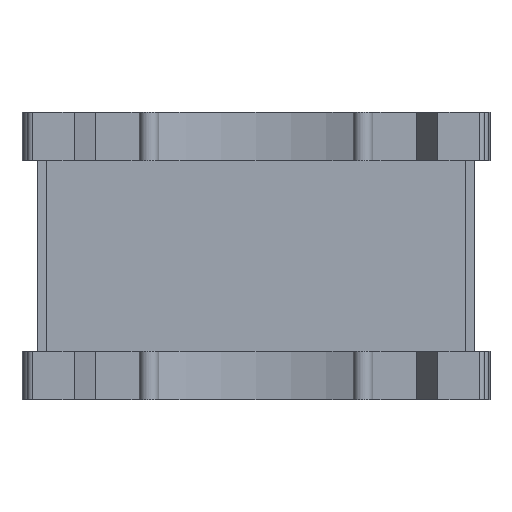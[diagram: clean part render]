
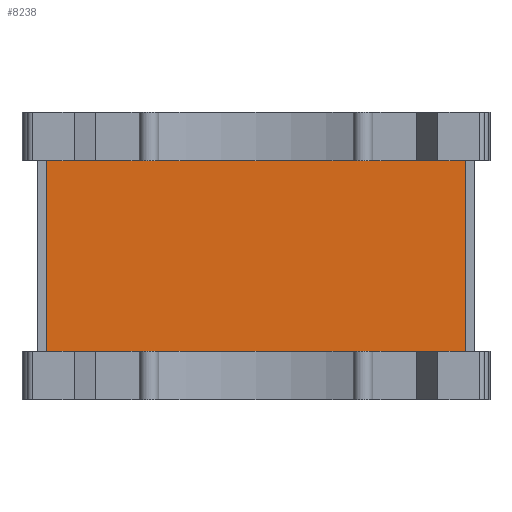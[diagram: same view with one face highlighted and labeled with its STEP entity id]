
A CAD part, front view. The second image highlights one B-rep face of the part: STEP entity #8238.
In plain terms, the highlighted planar face has unit normal (0, -1, 0).
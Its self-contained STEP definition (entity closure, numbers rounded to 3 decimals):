
#159 = ORIENTED_EDGE ( 'NONE', *, *, #16295, .T. ) ;
#659 = ORIENTED_EDGE ( 'NONE', *, *, #1060, .T. ) ;
#716 = VECTOR ( 'NONE', #2536, 1000. ) ;
#1045 = EDGE_LOOP ( 'NONE', ( #159, #659, #15543, #1926 ) ) ;
#1060 = EDGE_CURVE ( 'NONE', #6465, #5727, #6667, .T. ) ;
#1525 = DIRECTION ( 'NONE',  ( -1., 0., 0. ) ) ;
#1612 = CARTESIAN_POINT ( 'NONE',  ( 16.08, -11.451, 0.65 ) ) ;
#1878 = VECTOR ( 'NONE', #11696, 1000. ) ;
#1926 = ORIENTED_EDGE ( 'NONE', *, *, #3204, .T. ) ;
#2282 = VECTOR ( 'NONE', #11587, 1000. ) ;
#2536 = DIRECTION ( 'NONE',  ( 1., 0., 0. ) ) ;
#2920 = DIRECTION ( 'NONE',  ( 1., 0., 0. ) ) ;
#3204 = EDGE_CURVE ( 'NONE', #12711, #10178, #8577, .T. ) ;
#3984 = CARTESIAN_POINT ( 'NONE',  ( -26.92, -11.451, 0.65 ) ) ;
#5267 = LINE ( 'NONE', #12922, #1878 ) ;
#5663 = LINE ( 'NONE', #3984, #2282 ) ;
#5727 = VERTEX_POINT ( 'NONE', #14521 ) ;
#6465 = VERTEX_POINT ( 'NONE', #12244 ) ;
#6667 = LINE ( 'NONE', #14294, #716 ) ;
#7719 = CARTESIAN_POINT ( 'NONE',  ( -26.92, -11.451, -3.5 ) ) ;
#7766 = VECTOR ( 'NONE', #1525, 1000. ) ;
#8238 = ADVANCED_FACE ( 'NONE', ( #11724 ), #9200, .T. ) ;
#8577 = LINE ( 'NONE', #15571, #7766 ) ;
#9200 = PLANE ( 'NONE',  #14980 ) ;
#10178 = VERTEX_POINT ( 'NONE', #7719 ) ;
#10493 = DIRECTION ( 'NONE',  ( 0., -1., 0. ) ) ;
#11587 = DIRECTION ( 'NONE',  ( 0., 0., -1. ) ) ;
#11696 = DIRECTION ( 'NONE',  ( 0., 0., -1. ) ) ;
#11724 = FACE_OUTER_BOUND ( 'NONE', #1045, .T. ) ;
#12244 = CARTESIAN_POINT ( 'NONE',  ( -26.92, -11.451, -23.1 ) ) ;
#12711 = VERTEX_POINT ( 'NONE', #13104 ) ;
#12922 = CARTESIAN_POINT ( 'NONE',  ( 16.08, -11.451, 0.65 ) ) ;
#13104 = CARTESIAN_POINT ( 'NONE',  ( 16.08, -11.451, -3.5 ) ) ;
#14294 = CARTESIAN_POINT ( 'NONE',  ( -26.92, -11.451, -23.1 ) ) ;
#14521 = CARTESIAN_POINT ( 'NONE',  ( 16.08, -11.451, -23.1 ) ) ;
#14980 = AXIS2_PLACEMENT_3D ( 'NONE', #1612, #10493, #2920 ) ;
#15543 = ORIENTED_EDGE ( 'NONE', *, *, #16316, .F. ) ;
#15571 = CARTESIAN_POINT ( 'NONE',  ( -26.92, -11.451, -3.5 ) ) ;
#16295 = EDGE_CURVE ( 'NONE', #10178, #6465, #5663, .T. ) ;
#16316 = EDGE_CURVE ( 'NONE', #12711, #5727, #5267, .T. ) ;
